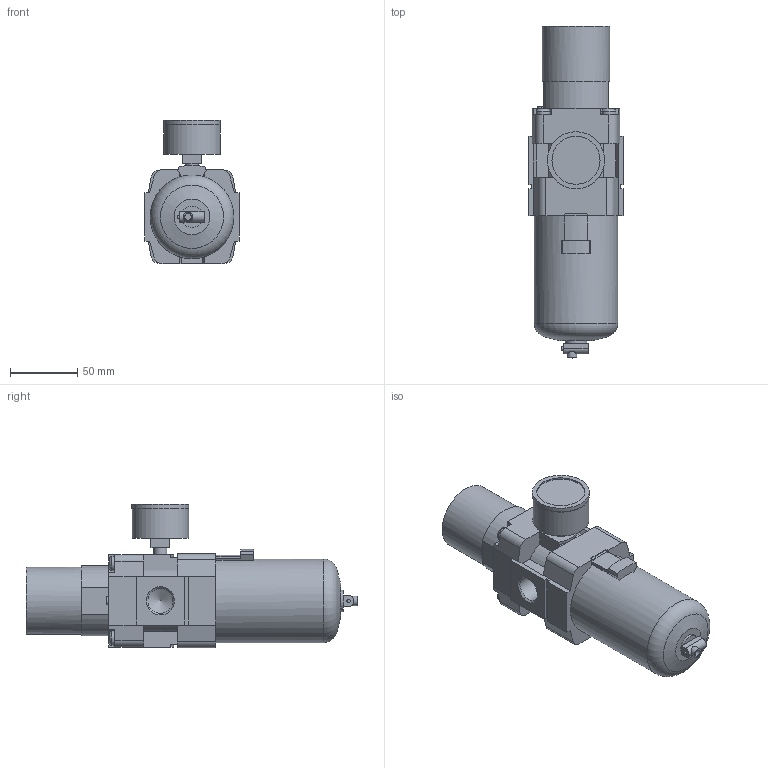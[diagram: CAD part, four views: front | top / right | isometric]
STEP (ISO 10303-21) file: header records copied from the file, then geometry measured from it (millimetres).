
FILE_DESCRIPTION(/* description */ ('STEP AP214'),/* implementation_level */ '2;1');
FILE_NAME(/* name */ 'AW40-04G-1-A(0)',/* time_stamp */ '2023-10-02T12:37:26+02:00',/* author */ ('License CC BY-ND 4.0'),/* organization */ ('CADENAS'),/* preprocessor_version */ 'ST-DEVELOPER v19.3',/* originating_system */ 'PARTsolutions',/* authorisation */ ' ');
FILE_SCHEMA (('AUTOMOTIVE_DESIGN {1 0 10303 214 3 1 1}'));
Length unit declared in the file: millimetre
Products named in the file (5): AW40-04G-1-A(0); AR40-G-1-A_GAUGE; AW40-04-A(0)_DRAIN; AW40-04-A_BOWL; AW40-04G-A(0)_BODY
Assembly tree (4 placements, depth 2):
  AW40-04G-1-A(0)
    AR40-G-1-A_GAUGE
    AW40-04-A(0)_DRAIN
    AW40-04-A_BOWL
    AW40-04G-A(0)_BODY
Bounding box: 70 x 247.1 x 107 mm (x, y, z)
Volume: 745168.7 mm3; surface area: 77095.8 mm2
Topology: 4 solids, 4 shells, 202 faces, 509 edges, 332 vertices
Faces by surface type: plane 143, cylinder 45, cone 9, torus 5
Full cylindrical faces by diameter (mm): 2.6 x1, 5 x1, 7 x1, 8.566 x1, 8.6 x1, 9.728 x1, 10.5 x4, 16 x1, 18.631 x2, 35.8 x1, 42 x1, 42.5 x1, 50 x1, 62.2 x1
Entity records: 5937 total; most frequent: CARTESIAN_POINT 1025, DIRECTION 993, ORIENTED_EDGE 938, EDGE_CURVE 469, LINE 357, VECTOR 357, VERTEX_POINT 327, AXIS2_PLACEMENT_3D 318
